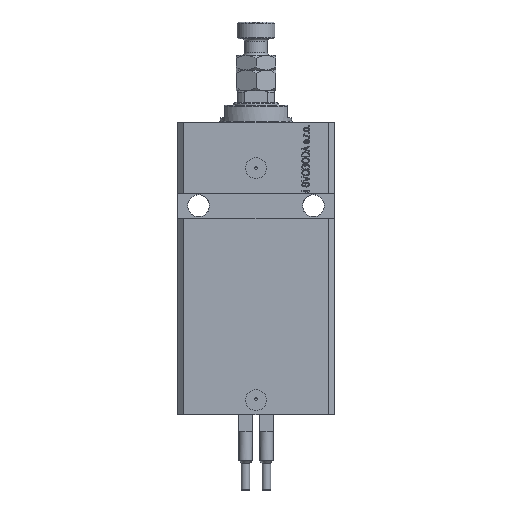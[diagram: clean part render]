
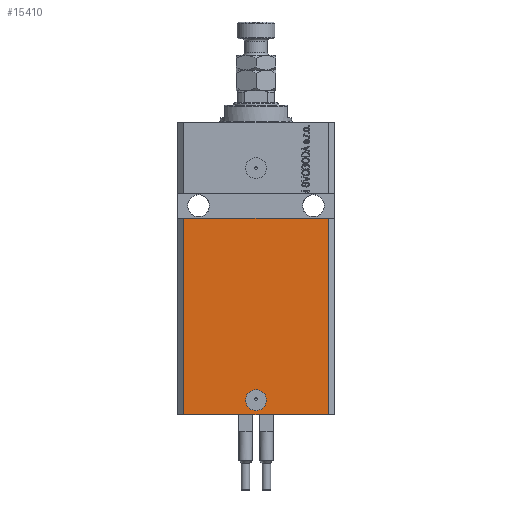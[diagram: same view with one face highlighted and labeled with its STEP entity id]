
A CAD part, front view. The second image highlights one B-rep face of the part: STEP entity #15410.
In plain terms, the highlighted planar face has unit normal (0, -1, 0).
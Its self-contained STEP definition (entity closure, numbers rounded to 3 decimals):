
#447 = PLANE ( 'NONE',  #30823 ) ;
#1545 = DIRECTION ( 'NONE',  ( 1., 0., 0. ) ) ;
#3040 = CARTESIAN_POINT ( 'NONE',  ( -5., -27.5, -133. ) ) ;
#4749 = ORIENTED_EDGE ( 'NONE', *, *, #45363, .F. ) ;
#5291 = EDGE_LOOP ( 'NONE', ( #44567, #33900, #21223, #16394 ) ) ;
#5575 = DIRECTION ( 'NONE',  ( 0., 0., 1. ) ) ;
#5999 = CIRCLE ( 'NONE', #33849, 5. ) ;
#7141 = DIRECTION ( 'NONE',  ( 0., 0., 1. ) ) ;
#7256 = DIRECTION ( 'NONE',  ( 0., -1., 0. ) ) ;
#7632 = LINE ( 'NONE', #15365, #23578 ) ;
#8491 = ORIENTED_EDGE ( 'NONE', *, *, #11731, .F. ) ;
#10295 = VECTOR ( 'NONE', #5575, 1000. ) ;
#10485 = DIRECTION ( 'NONE',  ( 1., 0., 0. ) ) ;
#11731 = EDGE_CURVE ( 'NONE', #21453, #26509, #5999, .T. ) ;
#14492 = EDGE_LOOP ( 'NONE', ( #4749, #8491 ) ) ;
#14718 = CARTESIAN_POINT ( 'NONE',  ( 0., -27.5, -133. ) ) ;
#15365 = CARTESIAN_POINT ( 'NONE',  ( 34.5, -27.5, -140. ) ) ;
#15410 = ADVANCED_FACE ( 'NONE', ( #19866, #19378 ), #447, .T. ) ;
#15686 = LINE ( 'NONE', #27627, #47613 ) ;
#15755 = CARTESIAN_POINT ( 'NONE',  ( 5., -27.5, -133. ) ) ;
#16061 = CARTESIAN_POINT ( 'NONE',  ( -34.5, -27.5, -140. ) ) ;
#16394 = ORIENTED_EDGE ( 'NONE', *, *, #16687, .T. ) ;
#16426 = CARTESIAN_POINT ( 'NONE',  ( 34.5, -27.5, -140. ) ) ;
#16687 = EDGE_CURVE ( 'NONE', #25763, #46813, #7632, .T. ) ;
#17223 = LINE ( 'NONE', #47143, #28827 ) ;
#19193 = CIRCLE ( 'NONE', #36712, 5. ) ;
#19378 = FACE_OUTER_BOUND ( 'NONE', #5291, .T. ) ;
#19866 = FACE_BOUND ( 'NONE', #14492, .T. ) ;
#20067 = CARTESIAN_POINT ( 'NONE',  ( -34.5, -27.5, -46. ) ) ;
#21223 = ORIENTED_EDGE ( 'NONE', *, *, #48027, .T. ) ;
#21453 = VERTEX_POINT ( 'NONE', #3040 ) ;
#23578 = VECTOR ( 'NONE', #7141, 1000. ) ;
#23845 = DIRECTION ( 'NONE',  ( 0., 0., -1. ) ) ;
#25763 = VERTEX_POINT ( 'NONE', #16426 ) ;
#26483 = DIRECTION ( 'NONE',  ( 0., -1., 0. ) ) ;
#26509 = VERTEX_POINT ( 'NONE', #15755 ) ;
#27627 = CARTESIAN_POINT ( 'NONE',  ( -37.5, -27.5, -46. ) ) ;
#28827 = VECTOR ( 'NONE', #1545, 1000. ) ;
#30577 = DIRECTION ( 'NONE',  ( 0., -1., 0. ) ) ;
#30823 = AXIS2_PLACEMENT_3D ( 'NONE', #46528, #30577, #23845 ) ;
#32546 = CARTESIAN_POINT ( 'NONE',  ( 34.5, -27.5, -46. ) ) ;
#33849 = AXIS2_PLACEMENT_3D ( 'NONE', #14718, #7256, #10485 ) ;
#33900 = ORIENTED_EDGE ( 'NONE', *, *, #39161, .F. ) ;
#34657 = CARTESIAN_POINT ( 'NONE',  ( -34.5, -27.5, -140. ) ) ;
#36712 = AXIS2_PLACEMENT_3D ( 'NONE', #45902, #26483, #37680 ) ;
#37680 = DIRECTION ( 'NONE',  ( 1., 0., 0. ) ) ;
#38591 = DIRECTION ( 'NONE',  ( 1., 0., 0. ) ) ;
#38834 = EDGE_CURVE ( 'NONE', #43592, #46813, #15686, .T. ) ;
#39161 = EDGE_CURVE ( 'NONE', #40410, #43592, #39697, .T. ) ;
#39697 = LINE ( 'NONE', #16061, #10295 ) ;
#40410 = VERTEX_POINT ( 'NONE', #34657 ) ;
#43592 = VERTEX_POINT ( 'NONE', #20067 ) ;
#44567 = ORIENTED_EDGE ( 'NONE', *, *, #38834, .F. ) ;
#45363 = EDGE_CURVE ( 'NONE', #26509, #21453, #19193, .T. ) ;
#45902 = CARTESIAN_POINT ( 'NONE',  ( 0., -27.5, -133. ) ) ;
#46528 = CARTESIAN_POINT ( 'NONE',  ( -34.5, -27.5, -140. ) ) ;
#46813 = VERTEX_POINT ( 'NONE', #32546 ) ;
#47143 = CARTESIAN_POINT ( 'NONE',  ( -34.5, -27.5, -140. ) ) ;
#47613 = VECTOR ( 'NONE', #38591, 1000. ) ;
#48027 = EDGE_CURVE ( 'NONE', #40410, #25763, #17223, .T. ) ;
